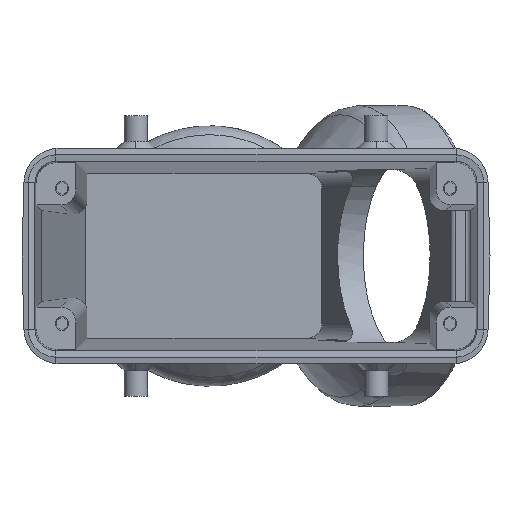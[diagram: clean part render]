
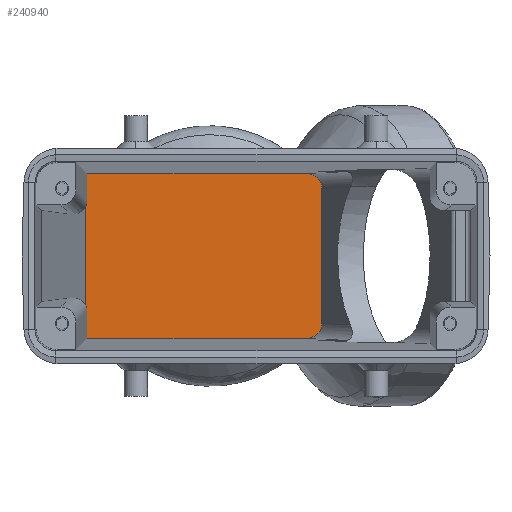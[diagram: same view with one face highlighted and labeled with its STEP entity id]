
A CAD part, front view. The second image highlights one B-rep face of the part: STEP entity #240940.
In plain terms, the highlighted planar face has unit normal (0, -1, 0).
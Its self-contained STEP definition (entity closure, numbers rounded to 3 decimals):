
#25580=CARTESIAN_POINT('',(0.,185.557,-0.511));
#25590=DIRECTION('',(1.,-0.,-0.));
#25600=VECTOR('',#25590,1.);
#25610=LINE('',#25580,#25600);
#25620=CARTESIAN_POINT('',(21.051,185.557,
-0.511));
#25630=VERTEX_POINT('',#25620);
#25640=CARTESIAN_POINT('',(64.671,185.557,
-0.511));
#25650=VERTEX_POINT('',#25640);
#25660=EDGE_CURVE('',#25630,#25650,#25610,.T.);
#52480=CARTESIAN_POINT('',(21.051,185.557,-33.489
));
#52490=VERTEX_POINT('',#52480);
#52520=CARTESIAN_POINT('',(0.,185.557,-33.489));
#52530=DIRECTION('',(-1.,-0.,0.));
#52540=VECTOR('',#52530,1.);
#52550=LINE('',#52520,#52540);
#52560=CARTESIAN_POINT('',(64.671,185.557,-33.489
));
#52570=VERTEX_POINT('',#52560);
#52580=EDGE_CURVE('',#52570,#52490,#52550,.T.);
#52840=CARTESIAN_POINT('',(20.787,185.557,-7.243
));
#52850=VERTEX_POINT('',#52840);
#52990=CARTESIAN_POINT('',(21.051,185.557,-6.012
));
#53000=VERTEX_POINT('',#52990);
#53030=CARTESIAN_POINT('',(18.051,185.557,-6.01
));
#53040=DIRECTION('',(-0.,-1.,-0.));
#53050=DIRECTION('',(-0.707,0.,0.707));
#53060=AXIS2_PLACEMENT_3D('',#53030,#53040,#53050);
#53070=ELLIPSE('',#53060,3.002,3.);
#53080=EDGE_CURVE('',#52850,#53000,#53070,.T.);
#62860=CARTESIAN_POINT('',(68.017,185.557,-3.48
));
#62870=VERTEX_POINT('',#62860);
#63030=CARTESIAN_POINT('',(68.017,185.557,-30.52)
);
#63040=VERTEX_POINT('',#63030);
#63070=CARTESIAN_POINT('',(68.017,185.557,0.));
#63080=DIRECTION('',(-0.,0.,1.));
#63090=VECTOR('',#63080,1.);
#63100=LINE('',#63070,#63090);
#63110=EDGE_CURVE('',#63040,#62870,#63100,.T.);
#63770=CARTESIAN_POINT('',(64.635,185.557,-3.512
));
#63780=DIRECTION('',(-0.,-1.,-0.));
#63790=DIRECTION('',(-0.999,0.,-0.045));
#63800=AXIS2_PLACEMENT_3D('',#63770,#63780,#63790);
#63810=ELLIPSE('',#63800,3.383,3.);
#63820=EDGE_CURVE('',#62870,#25650,#63810,.T.);
#68740=CARTESIAN_POINT('',(21.051,185.557,-27.988
));
#68750=VERTEX_POINT('',#68740);
#68780=CARTESIAN_POINT('',(21.051,185.557,0.));
#68790=DIRECTION('',(0.,0.,-1.));
#68800=VECTOR('',#68790,1.);
#68810=LINE('',#68780,#68800);
#68820=EDGE_CURVE('',#68750,#52490,#68810,.T.);
#68960=CARTESIAN_POINT('',(21.051,185.557,0.));
#68970=DIRECTION('',(0.,-0.,-1.));
#68980=VECTOR('',#68970,1.);
#68990=LINE('',#68960,#68980);
#69000=EDGE_CURVE('',#25630,#53000,#68990,.T.);
#71830=CARTESIAN_POINT('',(20.787,185.557,-26.757
));
#71840=VERTEX_POINT('',#71830);
#72120=CARTESIAN_POINT('',(20.787,185.557,0.));
#72130=DIRECTION('',(-0.,-0.,1.));
#72140=VECTOR('',#72130,1.);
#72150=LINE('',#72120,#72140);
#72160=EDGE_CURVE('',#71840,#52850,#72150,.T.);
#94650=CARTESIAN_POINT('',(18.051,185.557,-27.99)
);
#94660=DIRECTION('',(-0.,-1.,-0.));
#94670=DIRECTION('',(-0.707,0.,-0.707));
#94680=AXIS2_PLACEMENT_3D('',#94650,#94660,#94670);
#94690=ELLIPSE('',#94680,3.002,3.);
#94700=EDGE_CURVE('',#68750,#71840,#94690,.T.);
#147020=CARTESIAN_POINT('',(64.635,185.557,
-30.488));
#147030=DIRECTION('',(-0.,-1.,-0.));
#147040=DIRECTION('',(-0.999,0.,0.045));
#147050=AXIS2_PLACEMENT_3D('',#147020,#147030,#147040);
#147060=ELLIPSE('',#147050,3.383,3.);
#147070=EDGE_CURVE('',#52570,#63040,#147060,.T.);
#240770=CARTESIAN_POINT('',(67.912,185.557,-32.262
));
#240780=DIRECTION('',(-0.,-1.,-0.));
#240790=DIRECTION('',(-1.,0.,0.));
#240800=AXIS2_PLACEMENT_3D('',#240770,#240780,#240790);
#240810=PLANE('',#240800);
#240820=ORIENTED_EDGE('',*,*,#63820,.T.);
#240830=ORIENTED_EDGE('',*,*,#63110,.T.);
#240840=ORIENTED_EDGE('',*,*,#147070,.T.);
#240850=ORIENTED_EDGE('',*,*,#52580,.F.);
#240860=ORIENTED_EDGE('',*,*,#68820,.T.);
#240870=ORIENTED_EDGE('',*,*,#94700,.F.);
#240880=ORIENTED_EDGE('',*,*,#72160,.F.);
#240890=ORIENTED_EDGE('',*,*,#53080,.F.);
#240900=ORIENTED_EDGE('',*,*,#69000,.T.);
#240910=ORIENTED_EDGE('',*,*,#25660,.F.);
#240920=EDGE_LOOP('',(#240910,#240900,#240890,#240880,#240870,#240860,
#240850,#240840,#240830,#240820));
#240930=FACE_OUTER_BOUND('',#240920,.T.);
#240940=ADVANCED_FACE('',(#240930),#240810,.T.);
